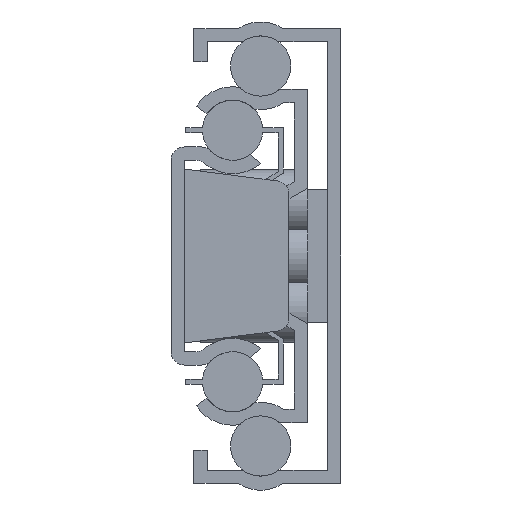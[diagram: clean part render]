
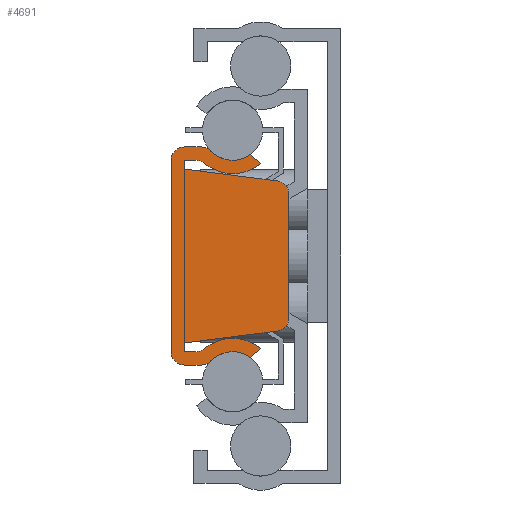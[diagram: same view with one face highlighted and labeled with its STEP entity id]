
A CAD part, left-side view. The second image highlights one B-rep face of the part: STEP entity #4691.
In plain terms, the highlighted planar face has unit normal (-1, 0, 0).
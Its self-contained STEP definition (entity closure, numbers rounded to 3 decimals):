
#366=FACE_OUTER_BOUND('',#649,.T.);
#649=EDGE_LOOP('',(#3920,#3921,#3922,#3923,#3924,#3925,#3926,#3927,#3928,
#3929,#3930,#3931,#3932,#3933,#3934,#3935,#3936,#3937,#3938,#3939,#3940,
#3941,#3942,#3943));
#1072=LINE('',#7474,#1562);
#1073=LINE('',#7478,#1563);
#1074=LINE('',#7484,#1564);
#1075=LINE('',#7490,#1565);
#1076=LINE('',#7492,#1566);
#1077=LINE('',#7494,#1567);
#1078=LINE('',#7498,#1568);
#1079=LINE('',#7502,#1569);
#1080=LINE('',#7504,#1570);
#1081=LINE('',#7506,#1571);
#1082=LINE('',#7512,#1572);
#1083=LINE('',#7517,#1573);
#1562=VECTOR('',#6102,14.3);
#1563=VECTOR('',#6105,1.255);
#1564=VECTOR('',#6110,1.027);
#1565=VECTOR('',#6115,0.861);
#1566=VECTOR('',#6116,0.65);
#1567=VECTOR('',#6117,6.984);
#1568=VECTOR('',#6120,9.24);
#1569=VECTOR('',#6123,6.984);
#1570=VECTOR('',#6124,0.65);
#1571=VECTOR('',#6125,0.861);
#1572=VECTOR('',#6130,1.027);
#1573=VECTOR('',#6135,1.255);
#1853=CIRCLE('',#5062,1.);
#1854=CIRCLE('',#5064,1.);
#1855=CIRCLE('',#5065,1.);
#1856=CIRCLE('',#5066,2.25);
#1857=CIRCLE('',#5067,3.25);
#1858=CIRCLE('',#5068,1.);
#1859=CIRCLE('',#5069,1.);
#1860=CIRCLE('',#5070,1.);
#1861=CIRCLE('',#5071,1.);
#1862=CIRCLE('',#5072,3.25);
#1863=CIRCLE('',#5073,2.25);
#1864=CIRCLE('',#5074,1.);
#2212=VERTEX_POINT('',#7467);
#2213=VERTEX_POINT('',#7469);
#2214=VERTEX_POINT('',#7473);
#2215=VERTEX_POINT('',#7475);
#2216=VERTEX_POINT('',#7477);
#2217=VERTEX_POINT('',#7479);
#2218=VERTEX_POINT('',#7481);
#2219=VERTEX_POINT('',#7483);
#2220=VERTEX_POINT('',#7485);
#2221=VERTEX_POINT('',#7487);
#2222=VERTEX_POINT('',#7489);
#2223=VERTEX_POINT('',#7491);
#2224=VERTEX_POINT('',#7493);
#2225=VERTEX_POINT('',#7495);
#2226=VERTEX_POINT('',#7497);
#2227=VERTEX_POINT('',#7499);
#2228=VERTEX_POINT('',#7501);
#2229=VERTEX_POINT('',#7503);
#2230=VERTEX_POINT('',#7505);
#2231=VERTEX_POINT('',#7507);
#2232=VERTEX_POINT('',#7509);
#2233=VERTEX_POINT('',#7511);
#2234=VERTEX_POINT('',#7513);
#2235=VERTEX_POINT('',#7515);
#2808=EDGE_CURVE('',#2212,#2213,#1853,.T.);
#2810=EDGE_CURVE('',#2212,#2214,#1072,.T.);
#2811=EDGE_CURVE('',#2215,#2214,#1854,.T.);
#2812=EDGE_CURVE('',#2215,#2216,#1073,.T.);
#2813=EDGE_CURVE('',#2217,#2216,#1855,.T.);
#2814=EDGE_CURVE('',#2217,#2218,#1856,.T.);
#2815=EDGE_CURVE('',#2218,#2219,#1074,.T.);
#2816=EDGE_CURVE('',#2219,#2220,#1857,.T.);
#2817=EDGE_CURVE('',#2221,#2220,#1858,.T.);
#2818=EDGE_CURVE('',#2221,#2222,#1075,.T.);
#2819=EDGE_CURVE('',#2222,#2223,#1076,.T.);
#2820=EDGE_CURVE('',#2223,#2224,#1077,.T.);
#2821=EDGE_CURVE('',#2225,#2224,#1859,.T.);
#2822=EDGE_CURVE('',#2226,#2225,#1078,.T.);
#2823=EDGE_CURVE('',#2227,#2226,#1860,.T.);
#2824=EDGE_CURVE('',#2228,#2227,#1079,.T.);
#2825=EDGE_CURVE('',#2228,#2229,#1080,.T.);
#2826=EDGE_CURVE('',#2229,#2230,#1081,.T.);
#2827=EDGE_CURVE('',#2231,#2230,#1861,.T.);
#2828=EDGE_CURVE('',#2231,#2232,#1862,.T.);
#2829=EDGE_CURVE('',#2232,#2233,#1082,.T.);
#2830=EDGE_CURVE('',#2233,#2234,#1863,.T.);
#2831=EDGE_CURVE('',#2235,#2234,#1864,.T.);
#2832=EDGE_CURVE('',#2235,#2213,#1083,.T.);
#3920=ORIENTED_EDGE('',*,*,#2808,.F.);
#3921=ORIENTED_EDGE('',*,*,#2810,.T.);
#3922=ORIENTED_EDGE('',*,*,#2811,.F.);
#3923=ORIENTED_EDGE('',*,*,#2812,.T.);
#3924=ORIENTED_EDGE('',*,*,#2813,.F.);
#3925=ORIENTED_EDGE('',*,*,#2814,.T.);
#3926=ORIENTED_EDGE('',*,*,#2815,.T.);
#3927=ORIENTED_EDGE('',*,*,#2816,.T.);
#3928=ORIENTED_EDGE('',*,*,#2817,.F.);
#3929=ORIENTED_EDGE('',*,*,#2818,.T.);
#3930=ORIENTED_EDGE('',*,*,#2819,.T.);
#3931=ORIENTED_EDGE('',*,*,#2820,.T.);
#3932=ORIENTED_EDGE('',*,*,#2821,.F.);
#3933=ORIENTED_EDGE('',*,*,#2822,.F.);
#3934=ORIENTED_EDGE('',*,*,#2823,.F.);
#3935=ORIENTED_EDGE('',*,*,#2824,.F.);
#3936=ORIENTED_EDGE('',*,*,#2825,.T.);
#3937=ORIENTED_EDGE('',*,*,#2826,.T.);
#3938=ORIENTED_EDGE('',*,*,#2827,.F.);
#3939=ORIENTED_EDGE('',*,*,#2828,.T.);
#3940=ORIENTED_EDGE('',*,*,#2829,.T.);
#3941=ORIENTED_EDGE('',*,*,#2830,.T.);
#3942=ORIENTED_EDGE('',*,*,#2831,.F.);
#3943=ORIENTED_EDGE('',*,*,#2832,.T.);
#4481=PLANE('',#5063);
#4691=ADVANCED_FACE('',(#366),#4481,.F.);
#5062=AXIS2_PLACEMENT_3D('',#7470,#6097,#6098);
#5063=AXIS2_PLACEMENT_3D('',#7472,#6100,#6101);
#5064=AXIS2_PLACEMENT_3D('',#7476,#6103,#6104);
#5065=AXIS2_PLACEMENT_3D('',#7480,#6106,#6107);
#5066=AXIS2_PLACEMENT_3D('',#7482,#6108,#6109);
#5067=AXIS2_PLACEMENT_3D('',#7486,#6111,#6112);
#5068=AXIS2_PLACEMENT_3D('',#7488,#6113,#6114);
#5069=AXIS2_PLACEMENT_3D('',#7496,#6118,#6119);
#5070=AXIS2_PLACEMENT_3D('',#7500,#6121,#6122);
#5071=AXIS2_PLACEMENT_3D('',#7508,#6126,#6127);
#5072=AXIS2_PLACEMENT_3D('',#7510,#6128,#6129);
#5073=AXIS2_PLACEMENT_3D('',#7514,#6131,#6132);
#5074=AXIS2_PLACEMENT_3D('',#7516,#6133,#6134);
#6097=DIRECTION('center_axis',(1.,0.,0.));
#6098=DIRECTION('ref_axis',(0.,0.707,0.707));
#6100=DIRECTION('center_axis',(1.,0.,0.));
#6101=DIRECTION('ref_axis',(0.,0.,-1.));
#6102=DIRECTION('',(0.,0.,-1.));
#6103=DIRECTION('center_axis',(1.,0.,0.));
#6104=DIRECTION('ref_axis',(0.,0.707,-0.707));
#6105=DIRECTION('',(0.,-1.,0.));
#6106=DIRECTION('center_axis',(1.,0.,0.));
#6107=DIRECTION('ref_axis',(0.,-0.392,-0.92));
#6108=DIRECTION('center_axis',(1.,0.,0.));
#6109=DIRECTION('ref_axis',(0.,-0.831,-0.556));
#6110=DIRECTION('',(0.,-0.779,0.627));
#6111=DIRECTION('center_axis',(-1.,0.,0.));
#6112=DIRECTION('ref_axis',(0.,0.722,0.692));
#6113=DIRECTION('center_axis',(-1.,0.,0.));
#6114=DIRECTION('ref_axis',(0.,-0.343,-0.939));
#6115=DIRECTION('',(0.,1.,0.));
#6116=DIRECTION('',(0.,0.,1.));
#6117=DIRECTION('',(0.,-0.992,0.127));
#6118=DIRECTION('center_axis',(1.,0.,0.));
#6119=DIRECTION('ref_axis',(0.,-0.751,-0.661));
#6120=DIRECTION('',(0.,0.,-1.));
#6121=DIRECTION('center_axis',(1.,0.,0.));
#6122=DIRECTION('ref_axis',(0.,-0.751,0.661));
#6123=DIRECTION('',(0.,-0.992,-0.127));
#6124=DIRECTION('',(0.,0.,1.));
#6125=DIRECTION('',(0.,-1.,0.));
#6126=DIRECTION('center_axis',(-1.,0.,0.));
#6127=DIRECTION('ref_axis',(0.,-0.343,0.939));
#6128=DIRECTION('center_axis',(-1.,0.,0.));
#6129=DIRECTION('ref_axis',(0.,-0.646,-0.763));
#6130=DIRECTION('',(0.,0.779,0.627));
#6131=DIRECTION('center_axis',(1.,0.,0.));
#6132=DIRECTION('ref_axis',(0.,-1.,0.));
#6133=DIRECTION('center_axis',(1.,0.,0.));
#6134=DIRECTION('ref_axis',(0.,-0.392,0.92));
#6135=DIRECTION('',(0.,1.,0.));
#7467=CARTESIAN_POINT('',(-149.,12.7,7.15));
#7469=CARTESIAN_POINT('',(-149.,11.7,8.15));
#7470=CARTESIAN_POINT('Origin',(-149.,11.7,7.15));
#7472=CARTESIAN_POINT('Origin',(-149.,10.979,5.099));
#7473=CARTESIAN_POINT('',(-149.,12.7,-7.15));
#7474=CARTESIAN_POINT('',(-149.,12.7,0.));
#7475=CARTESIAN_POINT('',(-149.,11.7,-8.15));
#7476=CARTESIAN_POINT('Origin',(-149.,11.7,-7.15));
#7477=CARTESIAN_POINT('',(-149.,10.445,-8.15));
#7478=CARTESIAN_POINT('',(-149.,9.971,-8.15));
#7479=CARTESIAN_POINT('',(-149.,9.724,-7.842));
#7480=CARTESIAN_POINT('Origin',(-149.,10.445,-7.15));
#7481=CARTESIAN_POINT('',(-149.,6.8,-7.564));
#7482=CARTESIAN_POINT('Origin',(-149.,8.1,-9.4));
#7483=CARTESIAN_POINT('',(-149.,6.,-6.92));
#7484=CARTESIAN_POINT('',(-149.,6.,-6.92));
#7485=CARTESIAN_POINT('',(-149.,10.194,-6.915));
#7486=CARTESIAN_POINT('Origin',(-149.,8.1,-9.4));
#7487=CARTESIAN_POINT('',(-149.,10.839,-7.15));
#7488=CARTESIAN_POINT('Origin',(-149.,10.839,-6.15));
#7489=CARTESIAN_POINT('',(-149.,11.7,-7.15));
#7490=CARTESIAN_POINT('',(-149.,11.7,-7.15));
#7491=CARTESIAN_POINT('',(-149.,11.7,-6.5));
#7492=CARTESIAN_POINT('',(-149.,11.7,0.));
#7493=CARTESIAN_POINT('',(-149.,4.773,-5.612));
#7494=CARTESIAN_POINT('',(-149.,11.7,-6.5));
#7495=CARTESIAN_POINT('',(-149.,3.9,-4.62));
#7496=CARTESIAN_POINT('Origin',(-149.,4.9,-4.62));
#7497=CARTESIAN_POINT('',(-149.,3.9,4.62));
#7498=CARTESIAN_POINT('',(-149.,3.9,-5.5));
#7499=CARTESIAN_POINT('',(-149.,4.773,5.612));
#7500=CARTESIAN_POINT('Origin',(-149.,4.9,4.62));
#7501=CARTESIAN_POINT('',(-149.,11.7,6.5));
#7502=CARTESIAN_POINT('',(-149.,11.7,6.5));
#7503=CARTESIAN_POINT('',(-149.,11.7,7.15));
#7504=CARTESIAN_POINT('',(-149.,11.7,0.));
#7505=CARTESIAN_POINT('',(-149.,10.839,7.15));
#7506=CARTESIAN_POINT('',(-149.,10.445,7.15));
#7507=CARTESIAN_POINT('',(-149.,10.194,6.915));
#7508=CARTESIAN_POINT('Origin',(-149.,10.839,6.15));
#7509=CARTESIAN_POINT('',(-149.,6.,6.92));
#7510=CARTESIAN_POINT('Origin',(-149.,8.1,9.4));
#7511=CARTESIAN_POINT('',(-149.,6.8,7.564));
#7512=CARTESIAN_POINT('',(-149.,6.8,7.564));
#7513=CARTESIAN_POINT('',(-149.,9.724,7.842));
#7514=CARTESIAN_POINT('Origin',(-149.,8.1,9.4));
#7515=CARTESIAN_POINT('',(-149.,10.445,8.15));
#7516=CARTESIAN_POINT('Origin',(-149.,10.445,7.15));
#7517=CARTESIAN_POINT('',(-149.,12.7,8.15));
